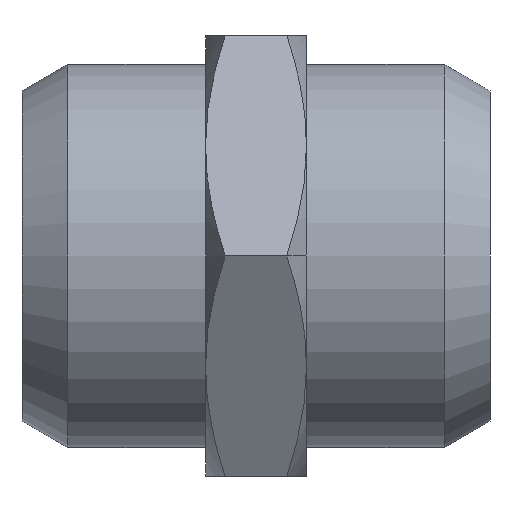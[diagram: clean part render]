
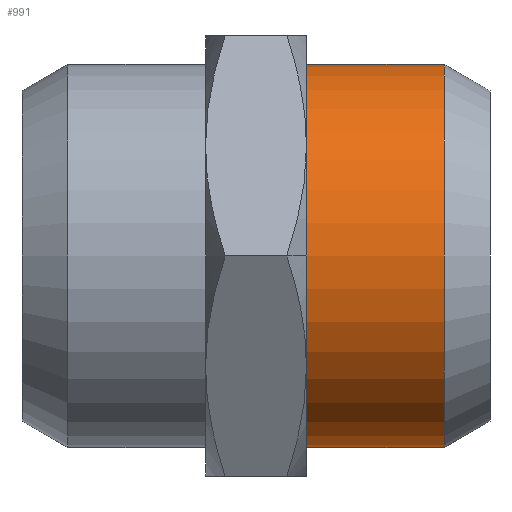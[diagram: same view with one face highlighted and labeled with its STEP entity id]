
A CAD part, left-side view. The second image highlights one B-rep face of the part: STEP entity #991.
In plain terms, the highlighted cylindrical face has radius 10.435 mm (diameter 20.87 mm), a partial arc.
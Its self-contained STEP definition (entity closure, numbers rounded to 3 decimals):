
#37 = CIRCLE ( 'NONE', #969, 10.435 ) ;
#65 = CARTESIAN_POINT ( 'NONE',  ( 0., 0., 0. ) ) ;
#71 = CARTESIAN_POINT ( 'NONE',  ( 0., 2.485, 10.435 ) ) ;
#187 = CARTESIAN_POINT ( 'NONE',  ( 0., 10., 0. ) ) ;
#240 = VERTEX_POINT ( 'NONE', #320 ) ;
#278 = EDGE_CURVE ( 'NONE', #446, #989, #37, .T. ) ;
#320 = CARTESIAN_POINT ( 'NONE',  ( 0., 10., 10.435 ) ) ;
#325 = ORIENTED_EDGE ( 'NONE', *, *, #477, .F. ) ;
#342 = LINE ( 'NONE', #830, #1012 ) ;
#398 = DIRECTION ( 'NONE',  ( 0., 1., 0. ) ) ;
#406 = FACE_OUTER_BOUND ( 'NONE', #878, .T. ) ;
#423 = DIRECTION ( 'NONE',  ( 0., 0., 1. ) ) ;
#429 = VECTOR ( 'NONE', #1013, 1000. ) ;
#446 = VERTEX_POINT ( 'NONE', #554 ) ;
#477 = EDGE_CURVE ( 'NONE', #446, #728, #770, .T. ) ;
#489 = EDGE_CURVE ( 'NONE', #240, #728, #824, .T. ) ;
#545 = DIRECTION ( 'NONE',  ( 0., -1., 0. ) ) ;
#554 = CARTESIAN_POINT ( 'NONE',  ( 0., 2.485, -10.435 ) ) ;
#606 = EDGE_CURVE ( 'NONE', #989, #240, #342, .T. ) ;
#607 = DIRECTION ( 'NONE',  ( 0., 1., 0. ) ) ;
#665 = DIRECTION ( 'NONE',  ( 0., 0., -1. ) ) ;
#670 = CARTESIAN_POINT ( 'NONE',  ( 0., 2.485, 0. ) ) ;
#726 = DIRECTION ( 'NONE',  ( 0., 0., -1. ) ) ;
#728 = VERTEX_POINT ( 'NONE', #902 ) ;
#770 = LINE ( 'NONE', #904, #429 ) ;
#824 = CIRCLE ( 'NONE', #1094, 10.435 ) ;
#830 = CARTESIAN_POINT ( 'NONE',  ( 0., 0., 10.435 ) ) ;
#878 = EDGE_LOOP ( 'NONE', ( #325, #1042, #1070, #942 ) ) ;
#902 = CARTESIAN_POINT ( 'NONE',  ( 0., 10., -10.435 ) ) ;
#904 = CARTESIAN_POINT ( 'NONE',  ( 0., 0., -10.435 ) ) ;
#942 = ORIENTED_EDGE ( 'NONE', *, *, #489, .T. ) ;
#969 = AXIS2_PLACEMENT_3D ( 'NONE', #670, #398, #665 ) ;
#989 = VERTEX_POINT ( 'NONE', #71 ) ;
#991 = ADVANCED_FACE ( 'NONE', ( #406 ), #1155, .T. ) ;
#1012 = VECTOR ( 'NONE', #1110, 1000. ) ;
#1013 = DIRECTION ( 'NONE',  ( 0., 1., 0. ) ) ;
#1029 = AXIS2_PLACEMENT_3D ( 'NONE', #65, #607, #423 ) ;
#1042 = ORIENTED_EDGE ( 'NONE', *, *, #278, .T. ) ;
#1070 = ORIENTED_EDGE ( 'NONE', *, *, #606, .T. ) ;
#1094 = AXIS2_PLACEMENT_3D ( 'NONE', #187, #545, #726 ) ;
#1110 = DIRECTION ( 'NONE',  ( 0., 1., 0. ) ) ;
#1155 = CYLINDRICAL_SURFACE ( 'NONE', #1029, 10.435 ) ;
